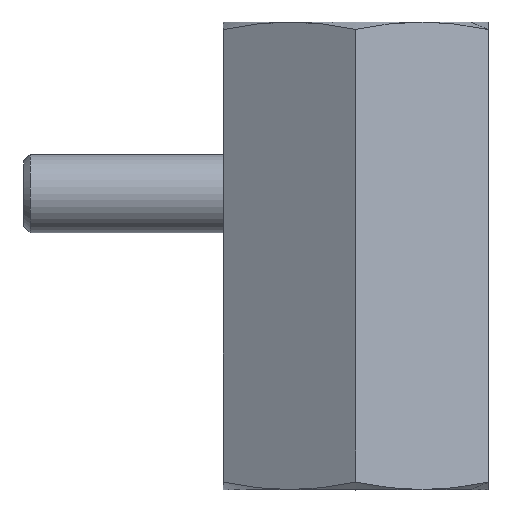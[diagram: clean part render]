
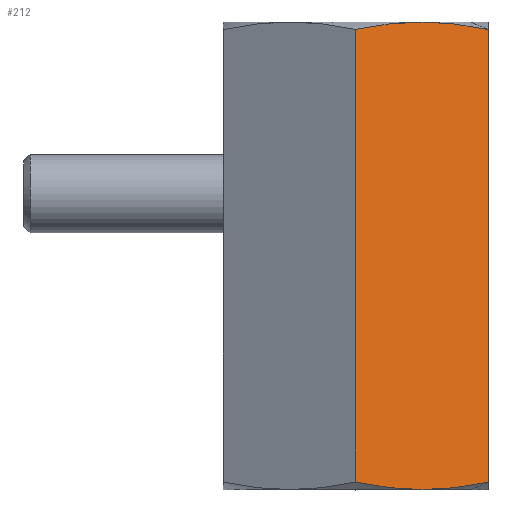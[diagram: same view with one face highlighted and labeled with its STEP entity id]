
A CAD part, top view. The second image highlights one B-rep face of the part: STEP entity #212.
In plain terms, the highlighted planar face has unit normal (0.5, 0, 0.866).
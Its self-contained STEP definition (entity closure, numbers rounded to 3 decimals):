
#212=ADVANCED_FACE('',(#530),#531,.F.);
#530=FACE_OUTER_BOUND('',#949,.T.);
#531=PLANE('',#950);
#949=EDGE_LOOP('',(#3281,#3282,#3283,#3284,#3285,#3286));
#950=AXIS2_PLACEMENT_3D('',#3287,#3288,#3289);
#3281=ORIENTED_EDGE('',*,*,#4144,.F.);
#3282=ORIENTED_EDGE('',*,*,#4202,.T.);
#3283=ORIENTED_EDGE('',*,*,#4238,.F.);
#3284=ORIENTED_EDGE('',*,*,#4239,.F.);
#3285=ORIENTED_EDGE('',*,*,#4240,.F.);
#3286=ORIENTED_EDGE('',*,*,#4241,.F.);
#3287=CARTESIAN_POINT('',(8.5,0.0,4.905));
#3288=DIRECTION('',(-0.5,0.,-0.866));
#3289=DIRECTION('',(0.866,0.,-0.5));
#4144=EDGE_CURVE('',#4617,#4614,#4619,.T.);
#4202=EDGE_CURVE('',#4617,#4594,#4720,.T.);
#4238=EDGE_CURVE('',#4789,#4594,#4790,.T.);
#4239=EDGE_CURVE('',#4791,#4789,#4792,.T.);
#4240=EDGE_CURVE('',#4793,#4791,#4794,.T.);
#4241=EDGE_CURVE('',#4614,#4793,#4795,.T.);
#4594=VERTEX_POINT('',#5423);
#4614=VERTEX_POINT('',#5463);
#4617=VERTEX_POINT('',#5466);
#4619=B_SPLINE_CURVE_WITH_KNOTS('',3,(#5469,#5470,#5471,#5472,#5473,#5474),.UNSPECIFIED.,.F.,.F.,(4,2,4),(0.,0.002,0.005),.UNSPECIFIED.);
#4720=LINE('',#5732,#5733);
#4789=VERTEX_POINT('',#6033);
#4790=B_SPLINE_CURVE_WITH_KNOTS('',3,(#6034,#6035,#6036,#6037,#6038,#6039),.UNSPECIFIED.,.F.,.F.,(4,2,4),(0.005,0.007,0.01),.UNSPECIFIED.);
#4791=VERTEX_POINT('',#6040);
#4792=B_SPLINE_CURVE_WITH_KNOTS('',3,(#6041,#6042,#6043,#6044,#6045,#6046),.UNSPECIFIED.,.F.,.F.,(4,2,4),(0.,0.002,0.005),.UNSPECIFIED.);
#4793=VERTEX_POINT('',#6047);
#4794=LINE('',#6048,#6049);
#4795=B_SPLINE_CURVE_WITH_KNOTS('',3,(#6050,#6051,#6052,#6053,#6054,#6055),.UNSPECIFIED.,.F.,.F.,(4,2,4),(0.005,0.007,0.01),.UNSPECIFIED.);
#5423=CARTESIAN_POINT('',(8.5,29.521,4.905));
#5463=CARTESIAN_POINT('',(4.25,0.0,7.359));
#5466=CARTESIAN_POINT('',(8.5,0.479,4.905));
#5469=CARTESIAN_POINT('',(8.5,0.479,4.905));
#5470=CARTESIAN_POINT('',(7.792,0.33,5.314));
#5471=CARTESIAN_POINT('',(7.083,0.209,5.723));
#5472=CARTESIAN_POINT('',(5.667,0.044,6.541));
#5473=CARTESIAN_POINT('',(4.958,0.,6.95));
#5474=CARTESIAN_POINT('',(4.25,0.0,7.359));
#5732=CARTESIAN_POINT('',(8.5,0.0,4.905));
#5733=VECTOR('',#7320,1000.0);
#6033=CARTESIAN_POINT('',(4.25,30.0,7.359));
#6034=CARTESIAN_POINT('',(4.25,30.0,7.359));
#6035=CARTESIAN_POINT('',(4.958,30.0,6.95));
#6036=CARTESIAN_POINT('',(5.667,29.956,6.541));
#6037=CARTESIAN_POINT('',(7.083,29.791,5.723));
#6038=CARTESIAN_POINT('',(7.792,29.67,5.314));
#6039=CARTESIAN_POINT('',(8.5,29.521,4.905));
#6040=CARTESIAN_POINT('',(0.,29.521,9.812));
#6041=CARTESIAN_POINT('',(0.,29.521,9.812));
#6042=CARTESIAN_POINT('',(0.708,29.67,9.404));
#6043=CARTESIAN_POINT('',(1.417,29.791,8.995));
#6044=CARTESIAN_POINT('',(2.833,29.956,8.177));
#6045=CARTESIAN_POINT('',(3.542,30.0,7.768));
#6046=CARTESIAN_POINT('',(4.25,30.0,7.359));
#6047=CARTESIAN_POINT('',(0.,0.479,9.812));
#6048=CARTESIAN_POINT('',(0.,0.0,9.812));
#6049=VECTOR('',#7341,1000.0);
#6050=CARTESIAN_POINT('',(4.25,0.0,7.359));
#6051=CARTESIAN_POINT('',(3.542,0.,7.768));
#6052=CARTESIAN_POINT('',(2.833,0.044,8.177));
#6053=CARTESIAN_POINT('',(1.417,0.209,8.995));
#6054=CARTESIAN_POINT('',(0.708,0.33,9.404));
#6055=CARTESIAN_POINT('',(0.,0.479,9.812));
#7320=DIRECTION('',(0.,1.0,0.));
#7341=DIRECTION('',(0.,1.0,0.));
